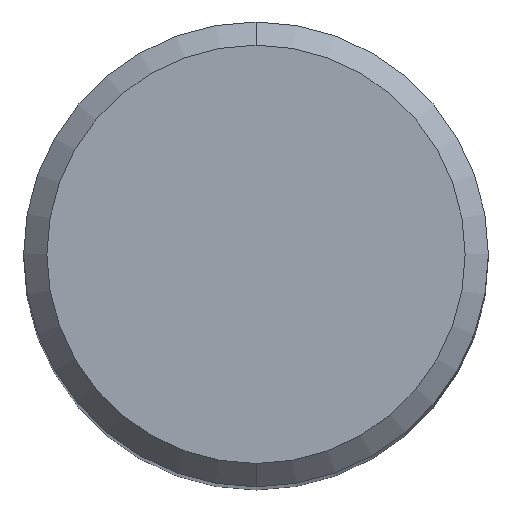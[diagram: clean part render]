
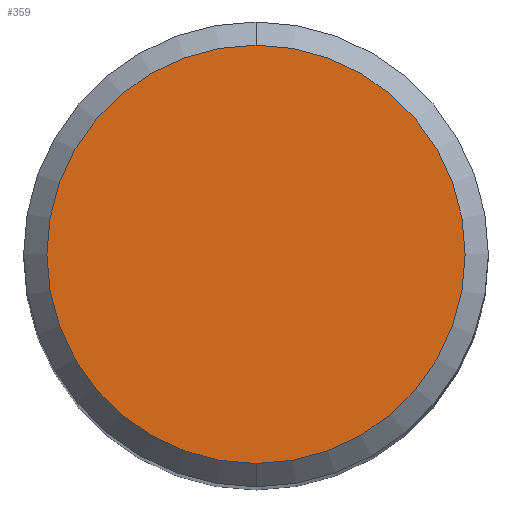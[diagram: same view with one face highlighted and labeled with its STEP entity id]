
A CAD part, top view. The second image highlights one B-rep face of the part: STEP entity #359.
In plain terms, the highlighted planar face has unit normal (0, 0, 1).
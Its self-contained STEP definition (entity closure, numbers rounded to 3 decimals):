
#241=VERTEX_POINT('',#551);
#305=EDGE_CURVE('',#241,#383,#621,.T.);
#359=ADVANCED_FACE('',(#683),#684,.T.);
#377=EDGE_CURVE('',#383,#241,#703,.T.);
#383=VERTEX_POINT('',#709);
#551=CARTESIAN_POINT('',(0.,-4.5,0.0));
#621=CIRCLE('',#1164,4.5);
#683=FACE_OUTER_BOUND('',#1281,.T.);
#684=PLANE('',#1282);
#703=CIRCLE('',#1332,4.5);
#709=CARTESIAN_POINT('',(0.0,4.5,0.0));
#1164=AXIS2_PLACEMENT_3D('',#1597,#1598,#1599);
#1281=EDGE_LOOP('',(#1692,#1693));
#1282=AXIS2_PLACEMENT_3D('',#1694,#1695,#1696);
#1332=AXIS2_PLACEMENT_3D('',#1707,#1708,#1709);
#1597=CARTESIAN_POINT('',(0.0,0.0,0.0));
#1598=DIRECTION('',(0.0,0.0,-1.0));
#1599=DIRECTION('',(0.0,1.0,0.0));
#1692=ORIENTED_EDGE('',*,*,#377,.F.);
#1693=ORIENTED_EDGE('',*,*,#305,.F.);
#1694=CARTESIAN_POINT('',(0.0,2.25,0.0));
#1695=DIRECTION('',(-0.0,0.0,1.0));
#1696=DIRECTION('',(0.0,-1.0,0.0));
#1707=CARTESIAN_POINT('',(0.0,0.0,0.0));
#1708=DIRECTION('',(0.0,0.0,-1.0));
#1709=DIRECTION('',(0.0,1.0,0.0));
